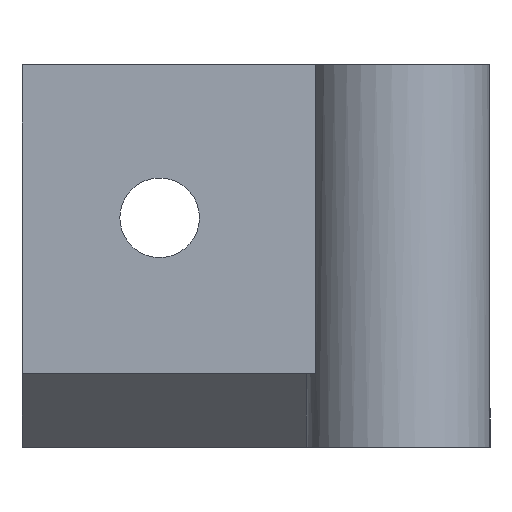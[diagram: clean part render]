
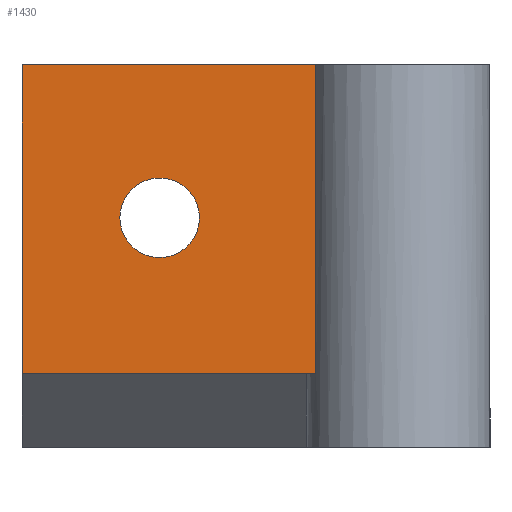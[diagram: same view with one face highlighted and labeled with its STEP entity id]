
A CAD part, left-side view. The second image highlights one B-rep face of the part: STEP entity #1430.
In plain terms, the highlighted planar face has unit normal (-1, 0, 0).
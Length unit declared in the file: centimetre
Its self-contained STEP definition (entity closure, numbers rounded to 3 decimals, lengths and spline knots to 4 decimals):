
#74=FACE_BOUND($,#245,.T.);
#75=FACE_BOUND($,#246,.T.);
#245=EDGE_LOOP($,(#1263));
#246=EDGE_LOOP($,(#1264,#1265,#1266,#1267));
#301=CIRCLE($,#1552,0.26);
#434=LINE($,#2331,#574);
#436=LINE($,#2335,#576);
#444=LINE($,#2367,#584);
#445=LINE($,#2368,#585);
#574=VECTOR($,#1913,1.92);
#576=VECTOR($,#1917,2.02);
#584=VECTOR($,#1955,2.02);
#585=VECTOR($,#1956,1.92);
#708=VERTEX_POINT($,#2324);
#711=VERTEX_POINT($,#2329);
#712=VERTEX_POINT($,#2333);
#715=VERTEX_POINT($,#2342);
#721=VERTEX_POINT($,#2366);
#895=EDGE_CURVE($,#711,#708,#434,.T.);
#897=EDGE_CURVE($,#712,#711,#436,.F.);
#901=EDGE_CURVE($,#715,#715,#301,.F.);
#912=EDGE_CURVE($,#721,#708,#444,.F.);
#913=EDGE_CURVE($,#712,#721,#445,.T.);
#1263=ORIENTED_EDGE($,*,*,#901,.F.);
#1264=ORIENTED_EDGE($,*,*,#912,.T.);
#1265=ORIENTED_EDGE($,*,*,#895,.F.);
#1266=ORIENTED_EDGE($,*,*,#897,.F.);
#1267=ORIENTED_EDGE($,*,*,#913,.T.);
#1356=PLANE($,#1563);
#1430=ADVANCED_FACE($,(#74,#75),#1356,.F.);
#1552=AXIS2_PLACEMENT_3D($,#2343,#1925,#1926);
#1563=AXIS2_PLACEMENT_3D($,#2365,#1953,#1954);
#1913=DIRECTION($,(0.,1.,0.));
#1917=DIRECTION($,(0.,0.,1.));
#1925=DIRECTION('center_axis',(1.,0.,0.));
#1926=DIRECTION('ref_axis',(0.,0.,1.));
#1953=DIRECTION('center_axis',(1.,0.,0.));
#1954=DIRECTION('ref_axis',(0.,0.,-1.));
#1955=DIRECTION($,(0.,0.,1.));
#1956=DIRECTION($,(0.,1.,0.));
#2324=CARTESIAN_POINT('',(-1.98,2.23,-1.69));
#2329=CARTESIAN_POINT('',(-1.98,0.31,-1.69));
#2331=CARTESIAN_POINT($,(-1.98,0.58,-1.69));
#2333=CARTESIAN_POINT('',(-1.98,0.31,0.33));
#2335=CARTESIAN_POINT($,(-1.98,0.31,-0.295));
#2342=CARTESIAN_POINT('',(-1.98,1.33,-0.93));
#2343=CARTESIAN_POINT('Origin',(-1.98,1.33,-0.67));
#2365=CARTESIAN_POINT('Origin',(-1.98,-0.17,0.33));
#2366=CARTESIAN_POINT('',(-1.98,2.23,0.33));
#2367=CARTESIAN_POINT($,(-1.98,2.23,-0.295));
#2368=CARTESIAN_POINT($,(-1.98,-0.2,0.33));
